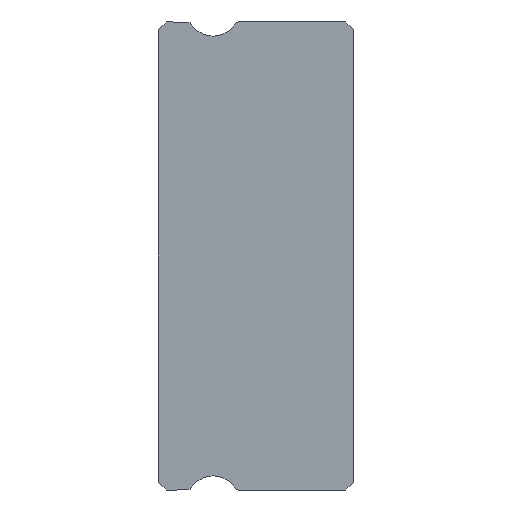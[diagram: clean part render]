
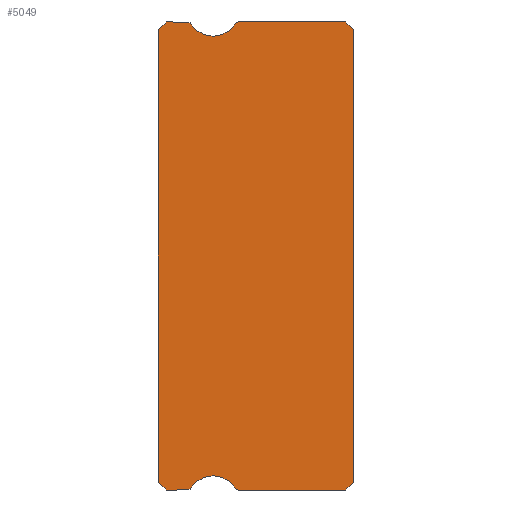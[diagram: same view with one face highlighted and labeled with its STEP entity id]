
A CAD part, left-side view. The second image highlights one B-rep face of the part: STEP entity #5049.
In plain terms, the highlighted planar face has unit normal (-1, 0, 0).
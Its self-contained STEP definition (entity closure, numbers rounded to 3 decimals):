
#34 = EDGE_CURVE ( 'NONE', #2516, #4408, #2564, .T. ) ;
#40 = AXIS2_PLACEMENT_3D ( 'NONE', #5580, #3419, #5158 ) ;
#44 = LINE ( 'NONE', #4340, #4108 ) ;
#101 = CARTESIAN_POINT ( 'NONE',  ( -10., 4.419, -9. ) ) ;
#124 = DIRECTION ( 'NONE',  ( 0., 0., -1. ) ) ;
#127 = AXIS2_PLACEMENT_3D ( 'NONE', #3482, #2165, #3881 ) ;
#171 = CARTESIAN_POINT ( 'NONE',  ( -10., 6.381, -9. ) ) ;
#283 = EDGE_CURVE ( 'NONE', #1338, #2150, #4222, .T. ) ;
#328 = VERTEX_POINT ( 'NONE', #4303 ) ;
#548 = VERTEX_POINT ( 'NONE', #3356 ) ;
#552 = AXIS2_PLACEMENT_3D ( 'NONE', #4121, #5392, #5026 ) ;
#618 = LINE ( 'NONE', #5332, #3657 ) ;
#694 = DIRECTION ( 'NONE',  ( 1., 0., 0. ) ) ;
#723 = CARTESIAN_POINT ( 'NONE',  ( -10., 6.253, 8.928 ) ) ;
#776 = CIRCLE ( 'NONE', #1317, 0.15 ) ;
#807 = ORIENTED_EDGE ( 'NONE', *, *, #1151, .F. ) ;
#947 = EDGE_CURVE ( 'NONE', #328, #2150, #618, .T. ) ;
#1000 = CARTESIAN_POINT ( 'NONE',  ( -10., 4.419, 8.85 ) ) ;
#1085 = VECTOR ( 'NONE', #1929, 1000. ) ;
#1095 = VERTEX_POINT ( 'NONE', #3363 ) ;
#1128 = CIRCLE ( 'NONE', #127, 0.15 ) ;
#1150 = CARTESIAN_POINT ( 'NONE',  ( -10., 0., -8.7 ) ) ;
#1151 = EDGE_CURVE ( 'NONE', #1804, #1414, #776, .T. ) ;
#1183 = CARTESIAN_POINT ( 'NONE',  ( -10., 7.5, -8.7 ) ) ;
#1208 = DIRECTION ( 'NONE',  ( 0., 1., 0. ) ) ;
#1240 = DIRECTION ( 'NONE',  ( -1., 0., 0. ) ) ;
#1241 = ORIENTED_EDGE ( 'NONE', *, *, #4400, .F. ) ;
#1251 = LINE ( 'NONE', #2912, #2117 ) ;
#1310 = CIRCLE ( 'NONE', #40, 1. ) ;
#1317 = AXIS2_PLACEMENT_3D ( 'NONE', #3612, #3504, #3967 ) ;
#1338 = VERTEX_POINT ( 'NONE', #1183 ) ;
#1394 = CARTESIAN_POINT ( 'NONE',  ( -10., 7.2, 9. ) ) ;
#1414 = VERTEX_POINT ( 'NONE', #2115 ) ;
#1418 = DIRECTION ( 'NONE',  ( 1., 0., 0. ) ) ;
#1517 = ORIENTED_EDGE ( 'NONE', *, *, #1700, .F. ) ;
#1533 = DIRECTION ( 'NONE',  ( 0., 0., 1. ) ) ;
#1606 = ORIENTED_EDGE ( 'NONE', *, *, #1812, .F. ) ;
#1700 = EDGE_CURVE ( 'NONE', #4741, #4637, #1128, .T. ) ;
#1737 = CARTESIAN_POINT ( 'NONE',  ( -10., 5.4, 9.45 ) ) ;
#1780 = LINE ( 'NONE', #171, #2789 ) ;
#1804 = VERTEX_POINT ( 'NONE', #3003 ) ;
#1812 = EDGE_CURVE ( 'NONE', #4408, #1804, #1310, .T. ) ;
#1902 = CIRCLE ( 'NONE', #4234, 1. ) ;
#1929 = DIRECTION ( 'NONE',  ( 0., -0.707, -0.707 ) ) ;
#1966 = CARTESIAN_POINT ( 'NONE',  ( -10., 0.3, 9. ) ) ;
#1992 = DIRECTION ( 'NONE',  ( 0., 0., -1. ) ) ;
#2011 = ORIENTED_EDGE ( 'NONE', *, *, #2586, .T. ) ;
#2025 = CARTESIAN_POINT ( 'NONE',  ( -10., 6.381, 9. ) ) ;
#2099 = VECTOR ( 'NONE', #4004, 1000. ) ;
#2115 = CARTESIAN_POINT ( 'NONE',  ( -10., 6.381, -9. ) ) ;
#2117 = VECTOR ( 'NONE', #2966, 1000. ) ;
#2150 = VERTEX_POINT ( 'NONE', #2518 ) ;
#2165 = DIRECTION ( 'NONE',  ( 1., 0., 0. ) ) ;
#2204 = DIRECTION ( 'NONE',  ( 0., 0., -1. ) ) ;
#2228 = DIRECTION ( 'NONE',  ( 0., 0., -1. ) ) ;
#2281 = LINE ( 'NONE', #1394, #2099 ) ;
#2317 = ORIENTED_EDGE ( 'NONE', *, *, #947, .T. ) ;
#2360 = LINE ( 'NONE', #1966, #1085 ) ;
#2384 = DIRECTION ( 'NONE',  ( 0., -1., 0. ) ) ;
#2440 = LINE ( 'NONE', #2821, #4520 ) ;
#2452 = LINE ( 'NONE', #4175, #4689 ) ;
#2516 = VERTEX_POINT ( 'NONE', #101 ) ;
#2518 = CARTESIAN_POINT ( 'NONE',  ( -10., 7.5, 8.7 ) ) ;
#2564 = CIRCLE ( 'NONE', #3919, 0.15 ) ;
#2586 = EDGE_CURVE ( 'NONE', #1338, #4068, #2452, .T. ) ;
#2789 = VECTOR ( 'NONE', #4794, 1000. ) ;
#2802 = AXIS2_PLACEMENT_3D ( 'NONE', #1000, #1418, #2228 ) ;
#2818 = ORIENTED_EDGE ( 'NONE', *, *, #4461, .F. ) ;
#2821 = CARTESIAN_POINT ( 'NONE',  ( -10., 6.381, 9. ) ) ;
#2837 = CARTESIAN_POINT ( 'NONE',  ( -10., 4.547, -8.928 ) ) ;
#2880 = VECTOR ( 'NONE', #3857, 1000. ) ;
#2912 = CARTESIAN_POINT ( 'NONE',  ( -10., 0., 8.7 ) ) ;
#2966 = DIRECTION ( 'NONE',  ( 0., 0., 1. ) ) ;
#2975 = CIRCLE ( 'NONE', #552, 1. ) ;
#3003 = CARTESIAN_POINT ( 'NONE',  ( -10., 6.253, -8.928 ) ) ;
#3087 = ORIENTED_EDGE ( 'NONE', *, *, #5018, .F. ) ;
#3222 = CARTESIAN_POINT ( 'NONE',  ( -10., 7.5, 8.85 ) ) ;
#3241 = AXIS2_PLACEMENT_3D ( 'NONE', #4983, #694, #1992 ) ;
#3253 = PLANE ( 'NONE',  #3241 ) ;
#3261 = ORIENTED_EDGE ( 'NONE', *, *, #4875, .F. ) ;
#3292 = DIRECTION ( 'NONE',  ( 0., -0.707, -0.707 ) ) ;
#3356 = CARTESIAN_POINT ( 'NONE',  ( -10., 4.547, 8.928 ) ) ;
#3363 = CARTESIAN_POINT ( 'NONE',  ( -10., 4.419, 9. ) ) ;
#3371 = LINE ( 'NONE', #4224, #2880 ) ;
#3419 = DIRECTION ( 'NONE',  ( -1., 0., 0. ) ) ;
#3482 = CARTESIAN_POINT ( 'NONE',  ( -10., 6.381, 8.85 ) ) ;
#3487 = VERTEX_POINT ( 'NONE', #3602 ) ;
#3497 = CARTESIAN_POINT ( 'NONE',  ( -10., 7.2, -9. ) ) ;
#3504 = DIRECTION ( 'NONE',  ( 1., 0., 0. ) ) ;
#3570 = VERTEX_POINT ( 'NONE', #4560 ) ;
#3602 = CARTESIAN_POINT ( 'NONE',  ( -10., 0.3, 9. ) ) ;
#3612 = CARTESIAN_POINT ( 'NONE',  ( -10., 6.381, -8.85 ) ) ;
#3624 = ORIENTED_EDGE ( 'NONE', *, *, #4948, .T. ) ;
#3657 = VECTOR ( 'NONE', #4961, 1000. ) ;
#3671 = ORIENTED_EDGE ( 'NONE', *, *, #5199, .F. ) ;
#3818 = EDGE_CURVE ( 'NONE', #4741, #328, #2281, .T. ) ;
#3853 = EDGE_CURVE ( 'NONE', #548, #1095, #5523, .T. ) ;
#3857 = DIRECTION ( 'NONE',  ( 0., 0.707, -0.707 ) ) ;
#3881 = DIRECTION ( 'NONE',  ( 0., 0., -1. ) ) ;
#3919 = AXIS2_PLACEMENT_3D ( 'NONE', #5297, #4477, #124 ) ;
#3955 = EDGE_CURVE ( 'NONE', #1095, #3487, #2440, .T. ) ;
#3967 = DIRECTION ( 'NONE',  ( 0., 0., -1. ) ) ;
#4004 = DIRECTION ( 'NONE',  ( 0., 1., 0. ) ) ;
#4068 = VERTEX_POINT ( 'NONE', #3497 ) ;
#4108 = VECTOR ( 'NONE', #1208, 1000. ) ;
#4121 = CARTESIAN_POINT ( 'NONE',  ( -10., 5.4, 9.45 ) ) ;
#4175 = CARTESIAN_POINT ( 'NONE',  ( -10., 7.2, -9. ) ) ;
#4204 = ORIENTED_EDGE ( 'NONE', *, *, #5372, .T. ) ;
#4222 = LINE ( 'NONE', #3222, #4370 ) ;
#4224 = CARTESIAN_POINT ( 'NONE',  ( -10., 0., -8.7 ) ) ;
#4234 = AXIS2_PLACEMENT_3D ( 'NONE', #1737, #1240, #2204 ) ;
#4303 = CARTESIAN_POINT ( 'NONE',  ( -10., 7.2, 9. ) ) ;
#4340 = CARTESIAN_POINT ( 'NONE',  ( -10., 6.381, -9. ) ) ;
#4370 = VECTOR ( 'NONE', #1533, 1000. ) ;
#4400 = EDGE_CURVE ( 'NONE', #4637, #4547, #2975, .T. ) ;
#4408 = VERTEX_POINT ( 'NONE', #2837 ) ;
#4461 = EDGE_CURVE ( 'NONE', #4547, #548, #1902, .T. ) ;
#4477 = DIRECTION ( 'NONE',  ( 1., 0., 0. ) ) ;
#4520 = VECTOR ( 'NONE', #2384, 1000. ) ;
#4547 = VERTEX_POINT ( 'NONE', #4747 ) ;
#4560 = CARTESIAN_POINT ( 'NONE',  ( -10., 0.3, -9. ) ) ;
#4609 = ORIENTED_EDGE ( 'NONE', *, *, #3853, .F. ) ;
#4629 = VERTEX_POINT ( 'NONE', #5352 ) ;
#4636 = EDGE_LOOP ( 'NONE', ( #4739, #2011, #3624, #807, #1606, #4936, #3671, #3261, #4204, #3087, #5108, #4609, #2818, #1241, #1517, #4661, #2317 ) ) ;
#4637 = VERTEX_POINT ( 'NONE', #723 ) ;
#4661 = ORIENTED_EDGE ( 'NONE', *, *, #3818, .T. ) ;
#4689 = VECTOR ( 'NONE', #3292, 1000. ) ;
#4739 = ORIENTED_EDGE ( 'NONE', *, *, #283, .F. ) ;
#4741 = VERTEX_POINT ( 'NONE', #2025 ) ;
#4747 = CARTESIAN_POINT ( 'NONE',  ( -10., 5.4, 8.45 ) ) ;
#4756 = VERTEX_POINT ( 'NONE', #1150 ) ;
#4794 = DIRECTION ( 'NONE',  ( 0., -1., 0. ) ) ;
#4875 = EDGE_CURVE ( 'NONE', #4756, #3570, #3371, .T. ) ;
#4936 = ORIENTED_EDGE ( 'NONE', *, *, #34, .F. ) ;
#4948 = EDGE_CURVE ( 'NONE', #4068, #1414, #1780, .T. ) ;
#4961 = DIRECTION ( 'NONE',  ( 0., 0.707, -0.707 ) ) ;
#4983 = CARTESIAN_POINT ( 'NONE',  ( -10., 6.381, 8.85 ) ) ;
#5018 = EDGE_CURVE ( 'NONE', #3487, #4629, #2360, .T. ) ;
#5026 = DIRECTION ( 'NONE',  ( 0., 0., -1. ) ) ;
#5049 = ADVANCED_FACE ( 'NONE', ( #5381 ), #3253, .F. ) ;
#5108 = ORIENTED_EDGE ( 'NONE', *, *, #3955, .F. ) ;
#5158 = DIRECTION ( 'NONE',  ( 0., 0., -1. ) ) ;
#5199 = EDGE_CURVE ( 'NONE', #3570, #2516, #44, .T. ) ;
#5297 = CARTESIAN_POINT ( 'NONE',  ( -10., 4.419, -8.85 ) ) ;
#5332 = CARTESIAN_POINT ( 'NONE',  ( -10., 7.5, 8.7 ) ) ;
#5352 = CARTESIAN_POINT ( 'NONE',  ( -10., 0., 8.7 ) ) ;
#5372 = EDGE_CURVE ( 'NONE', #4756, #4629, #1251, .T. ) ;
#5381 = FACE_OUTER_BOUND ( 'NONE', #4636, .T. ) ;
#5392 = DIRECTION ( 'NONE',  ( -1., 0., 0. ) ) ;
#5523 = CIRCLE ( 'NONE', #2802, 0.15 ) ;
#5580 = CARTESIAN_POINT ( 'NONE',  ( -10., 5.4, -9.45 ) ) ;
